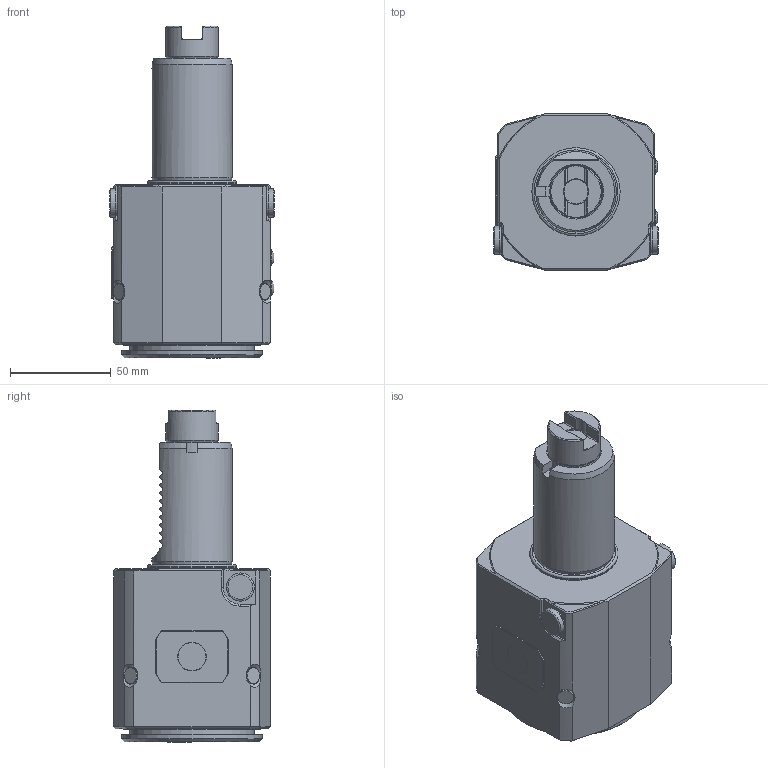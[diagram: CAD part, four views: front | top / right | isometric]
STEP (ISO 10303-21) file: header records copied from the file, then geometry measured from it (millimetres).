
FILE_DESCRIPTION(/* description */ (''),/* implementation_level */ '2;1');
FILE_NAME(/* name */ '1617967914221.stp',/* time_stamp */ '2021-04-09T13:31:59+02:00',/* author */ (''),/* organization */ ('SMS'),/* preprocessor_version */ 'ST-DEVELOPER v16.7',/* originating_system */ 'SIEMENS PLM Software NX 12.0',/* authorisation */ '');
FILE_SCHEMA (('AUTOMOTIVE_DESIGN { 1 0 10303 214 3 1 1 1 }'));
Length unit declared in the file: millimetre
Products named in the file (1): 203469514mod000_00
Bounding box: 81.7 x 78 x 165 mm (x, y, z)
Volume: 544796.4 mm3; surface area: 51349 mm2
Topology: 1 solids, 2 shells, 243 faces, 619 edges, 404 vertices
Faces by surface type: plane 132, cylinder 55, cone 41, bspline 7, torus 4, sphere 4
Full cylindrical faces by diameter (mm): 2.5 x1, 3.242 x2, 3.3 x1, 7.6 x4, 8.5 x4, 12 x1, 12.6 x1, 13.3 x2, 14 x2, 25 x1, 26 x1, 30.4 x1, 40 x1, 43.9 x1, 62 x1, 68 x1, 70 x1
Entity records: 7838 total; most frequent: CARTESIAN_POINT 2382, ORIENTED_EDGE 1088, DIRECTION 1081, EDGE_CURVE 544, AXIS2_PLACEMENT_3D 430, VERTEX_POINT 376, EDGE_LOOP 313, ADVANCED_FACE 243
